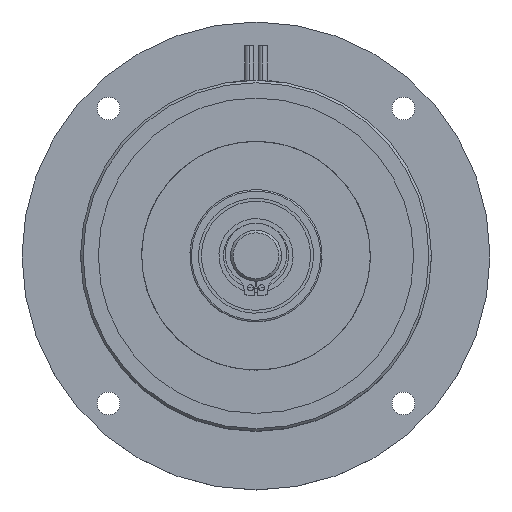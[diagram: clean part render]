
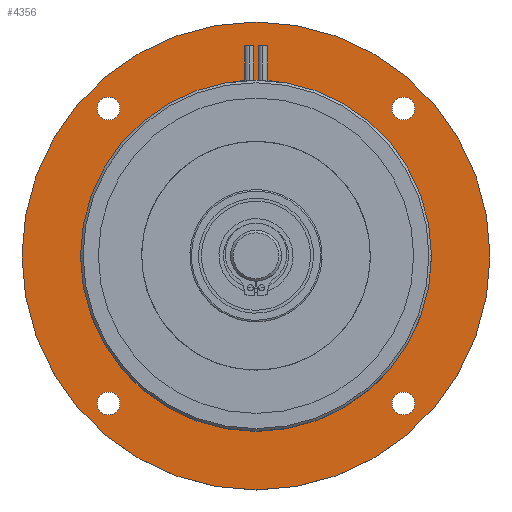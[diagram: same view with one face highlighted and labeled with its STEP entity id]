
A CAD part, top view. The second image highlights one B-rep face of the part: STEP entity #4356.
In plain terms, the highlighted planar face has unit normal (0, 0, 1).
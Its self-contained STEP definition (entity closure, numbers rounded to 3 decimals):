
#3159 = VERTEX_POINT ( 'NONE', #6926 ) ;
#3185 = VERTEX_POINT ( 'NONE', #6945 ) ;
#3200 = EDGE_CURVE ( 'NONE', #3159, #3185, #6978, .T. ) ;
#3230 = VERTEX_POINT ( 'NONE', #7039 ) ;
#3234 = EDGE_CURVE ( 'NONE', #3304, #3254, #7090, .T. ) ;
#3254 = VERTEX_POINT ( 'NONE', #7062 ) ;
#3270 = VERTEX_POINT ( 'NONE', #7150 ) ;
#3275 = VERTEX_POINT ( 'NONE', #7143 ) ;
#3287 = VERTEX_POINT ( 'NONE', #7196 ) ;
#3304 = VERTEX_POINT ( 'NONE', #7259 ) ;
#3317 = EDGE_CURVE ( 'NONE', #3351, #3318, #7232, .T. ) ;
#3318 = VERTEX_POINT ( 'NONE', #7288 ) ;
#3321 = EDGE_CURVE ( 'NONE', #3230, #3270, #7283, .T. ) ;
#3330 = EDGE_CURVE ( 'NONE', #3287, #3275, #7313, .T. ) ;
#3351 = VERTEX_POINT ( 'NONE', #7333 ) ;
#3367 = EDGE_CURVE ( 'NONE', #3384, #3378, #7366, .T. ) ;
#3378 = VERTEX_POINT ( 'NONE', #7412 ) ;
#3384 = VERTEX_POINT ( 'NONE', #7400 ) ;
#4346 = ORIENTED_EDGE ( 'NONE', *, *, #3367, .F. ) ;
#4347 = ORIENTED_EDGE ( 'NONE', *, *, #4379, .F. ) ;
#4348 = EDGE_LOOP ( 'NONE', ( #4349, #4350 ) ) ;
#4349 = ORIENTED_EDGE ( 'NONE', *, *, #3234, .T. ) ;
#4350 = ORIENTED_EDGE ( 'NONE', *, *, #4403, .T. ) ;
#4355 = EDGE_CURVE ( 'NONE', #3270, #3230, #9157, .T. ) ;
#4356 = ADVANCED_FACE ( 'NONE', ( #9152, #9151, #9150, #9149, #9148, #9147 ), #9146, .F. ) ;
#4357 = EDGE_LOOP ( 'NONE', ( #4358, #4360 ) ) ;
#4358 = ORIENTED_EDGE ( 'NONE', *, *, #4359, .F. ) ;
#4359 = EDGE_CURVE ( 'NONE', #3185, #3159, #9213, .T. ) ;
#4360 = ORIENTED_EDGE ( 'NONE', *, *, #3200, .F. ) ;
#4361 = EDGE_LOOP ( 'NONE', ( #4362, #4414 ) ) ;
#4362 = ORIENTED_EDGE ( 'NONE', *, *, #4355, .F. ) ;
#4363 = EDGE_LOOP ( 'NONE', ( #4415, #4416 ) ) ;
#4365 = EDGE_CURVE ( 'NONE', #3318, #3351, #9208, .T. ) ;
#4373 = EDGE_CURVE ( 'NONE', #3275, #3287, #9191, .T. ) ;
#4379 = EDGE_CURVE ( 'NONE', #3378, #3384, #9242, .T. ) ;
#4403 = EDGE_CURVE ( 'NONE', #3254, #3304, #9256, .T. ) ;
#4414 = ORIENTED_EDGE ( 'NONE', *, *, #3321, .F. ) ;
#4415 = ORIENTED_EDGE ( 'NONE', *, *, #4373, .F. ) ;
#4416 = ORIENTED_EDGE ( 'NONE', *, *, #3330, .F. ) ;
#4417 = EDGE_LOOP ( 'NONE', ( #4418, #4419 ) ) ;
#4418 = ORIENTED_EDGE ( 'NONE', *, *, #4365, .F. ) ;
#4419 = ORIENTED_EDGE ( 'NONE', *, *, #3317, .F. ) ;
#4420 = EDGE_LOOP ( 'NONE', ( #4346, #4347 ) ) ;
#6926 = CARTESIAN_POINT ( 'NONE',  ( 26.741, -28.991, 7. ) ) ;
#6945 = CARTESIAN_POINT ( 'NONE',  ( 31.241, -28.991, 7. ) ) ;
#6974 = DIRECTION ( 'NONE',  ( 0., -1., 0. ) ) ;
#6975 = DIRECTION ( 'NONE',  ( 0., 0., 1. ) ) ;
#6976 = CARTESIAN_POINT ( 'NONE',  ( 28.991, -28.991, 7. ) ) ;
#6977 = AXIS2_PLACEMENT_3D ( 'NONE', #6976, #6975, #6974 ) ;
#6978 = CIRCLE ( 'NONE', #6977, 2.25 ) ;
#7039 = CARTESIAN_POINT ( 'NONE',  ( -31.241, -28.991, 7. ) ) ;
#7062 = CARTESIAN_POINT ( 'NONE',  ( 34.5, 0., 7. ) ) ;
#7086 = DIRECTION ( 'NONE',  ( -1., 0., 0. ) ) ;
#7087 = DIRECTION ( 'NONE',  ( 0., 0., -1. ) ) ;
#7088 = CARTESIAN_POINT ( 'NONE',  ( 0., 0., 7. ) ) ;
#7089 = AXIS2_PLACEMENT_3D ( 'NONE', #7088, #7087, #7086 ) ;
#7090 = CIRCLE ( 'NONE', #7089, 34.5 ) ;
#7143 = CARTESIAN_POINT ( 'NONE',  ( -26.741, 28.991, 7. ) ) ;
#7150 = CARTESIAN_POINT ( 'NONE',  ( -26.741, -28.991, 7. ) ) ;
#7196 = CARTESIAN_POINT ( 'NONE',  ( -31.241, 28.991, 7. ) ) ;
#7232 = CIRCLE ( 'NONE', #7292, 2.25 ) ;
#7259 = CARTESIAN_POINT ( 'NONE',  ( -34.5, 0., 7. ) ) ;
#7279 = DIRECTION ( 'NONE',  ( -1., 0., 0. ) ) ;
#7280 = DIRECTION ( 'NONE',  ( 0., 0., 1. ) ) ;
#7281 = CARTESIAN_POINT ( 'NONE',  ( -28.991, -28.991, 7. ) ) ;
#7282 = AXIS2_PLACEMENT_3D ( 'NONE', #7281, #7280, #7279 ) ;
#7283 = CIRCLE ( 'NONE', #7282, 2.25 ) ;
#7288 = CARTESIAN_POINT ( 'NONE',  ( 31.241, 28.991, 7. ) ) ;
#7289 = DIRECTION ( 'NONE',  ( 1., 0., 0. ) ) ;
#7290 = DIRECTION ( 'NONE',  ( 0., 0., 1. ) ) ;
#7291 = CARTESIAN_POINT ( 'NONE',  ( 28.991, 28.991, 7. ) ) ;
#7292 = AXIS2_PLACEMENT_3D ( 'NONE', #7291, #7290, #7289 ) ;
#7309 = DIRECTION ( 'NONE',  ( 0., 1., 0. ) ) ;
#7310 = DIRECTION ( 'NONE',  ( 0., 0., 1. ) ) ;
#7311 = CARTESIAN_POINT ( 'NONE',  ( -28.991, 28.991, 7. ) ) ;
#7312 = AXIS2_PLACEMENT_3D ( 'NONE', #7311, #7310, #7309 ) ;
#7313 = CIRCLE ( 'NONE', #7312, 2.25 ) ;
#7333 = CARTESIAN_POINT ( 'NONE',  ( 26.741, 28.991, 7. ) ) ;
#7359 = DIRECTION ( 'NONE',  ( -1., 0., 0. ) ) ;
#7360 = DIRECTION ( 'NONE',  ( 0., 0., -1. ) ) ;
#7361 = CARTESIAN_POINT ( 'NONE',  ( 0., 0., 7. ) ) ;
#7362 = AXIS2_PLACEMENT_3D ( 'NONE', #7361, #7360, #7359 ) ;
#7366 = CIRCLE ( 'NONE', #7362, 46. ) ;
#7400 = CARTESIAN_POINT ( 'NONE',  ( -46., 0., 7. ) ) ;
#7412 = CARTESIAN_POINT ( 'NONE',  ( 46., 0., 7. ) ) ;
#9146 = PLANE ( 'NONE',  #9217 ) ;
#9147 = FACE_BOUND ( 'NONE', #4348, .T. ) ;
#9148 = FACE_OUTER_BOUND ( 'NONE', #4420, .T. ) ;
#9149 = FACE_BOUND ( 'NONE', #4417, .T. ) ;
#9150 = FACE_BOUND ( 'NONE', #4363, .T. ) ;
#9151 = FACE_BOUND ( 'NONE', #4361, .T. ) ;
#9152 = FACE_BOUND ( 'NONE', #4357, .T. ) ;
#9153 = DIRECTION ( 'NONE',  ( -1., 0., 0. ) ) ;
#9154 = DIRECTION ( 'NONE',  ( 0., 0., 1. ) ) ;
#9155 = CARTESIAN_POINT ( 'NONE',  ( -28.991, -28.991, 7. ) ) ;
#9156 = AXIS2_PLACEMENT_3D ( 'NONE', #9155, #9154, #9153 ) ;
#9157 = CIRCLE ( 'NONE', #9156, 2.25 ) ;
#9187 = DIRECTION ( 'NONE',  ( 0., 1., 0. ) ) ;
#9188 = DIRECTION ( 'NONE',  ( 0., 0., 1. ) ) ;
#9189 = CARTESIAN_POINT ( 'NONE',  ( -28.991, 28.991, 7. ) ) ;
#9190 = AXIS2_PLACEMENT_3D ( 'NONE', #9189, #9188, #9187 ) ;
#9191 = CIRCLE ( 'NONE', #9190, 2.25 ) ;
#9204 = DIRECTION ( 'NONE',  ( 1., 0., 0. ) ) ;
#9205 = DIRECTION ( 'NONE',  ( 0., 0., 1. ) ) ;
#9206 = CARTESIAN_POINT ( 'NONE',  ( 28.991, 28.991, 7. ) ) ;
#9207 = AXIS2_PLACEMENT_3D ( 'NONE', #9206, #9205, #9204 ) ;
#9208 = CIRCLE ( 'NONE', #9207, 2.25 ) ;
#9209 = DIRECTION ( 'NONE',  ( 0., -1., 0. ) ) ;
#9210 = DIRECTION ( 'NONE',  ( 0., 0., 1. ) ) ;
#9211 = CARTESIAN_POINT ( 'NONE',  ( 28.991, -28.991, 7. ) ) ;
#9212 = AXIS2_PLACEMENT_3D ( 'NONE', #9211, #9210, #9209 ) ;
#9213 = CIRCLE ( 'NONE', #9212, 2.25 ) ;
#9214 = DIRECTION ( 'NONE',  ( -1., 0., 0. ) ) ;
#9215 = DIRECTION ( 'NONE',  ( 0., 0., -1. ) ) ;
#9216 = CARTESIAN_POINT ( 'NONE',  ( 0., 46., 7. ) ) ;
#9217 = AXIS2_PLACEMENT_3D ( 'NONE', #9216, #9215, #9214 ) ;
#9238 = DIRECTION ( 'NONE',  ( -1., 0., 0. ) ) ;
#9239 = DIRECTION ( 'NONE',  ( 0., 0., -1. ) ) ;
#9240 = CARTESIAN_POINT ( 'NONE',  ( 0., 0., 7. ) ) ;
#9241 = AXIS2_PLACEMENT_3D ( 'NONE', #9240, #9239, #9238 ) ;
#9242 = CIRCLE ( 'NONE', #9241, 46. ) ;
#9248 = DIRECTION ( 'NONE',  ( -1., 0., 0. ) ) ;
#9249 = DIRECTION ( 'NONE',  ( 0., 0., -1. ) ) ;
#9250 = CARTESIAN_POINT ( 'NONE',  ( 0., 0., 7. ) ) ;
#9251 = AXIS2_PLACEMENT_3D ( 'NONE', #9250, #9249, #9248 ) ;
#9256 = CIRCLE ( 'NONE', #9251, 34.5 ) ;
